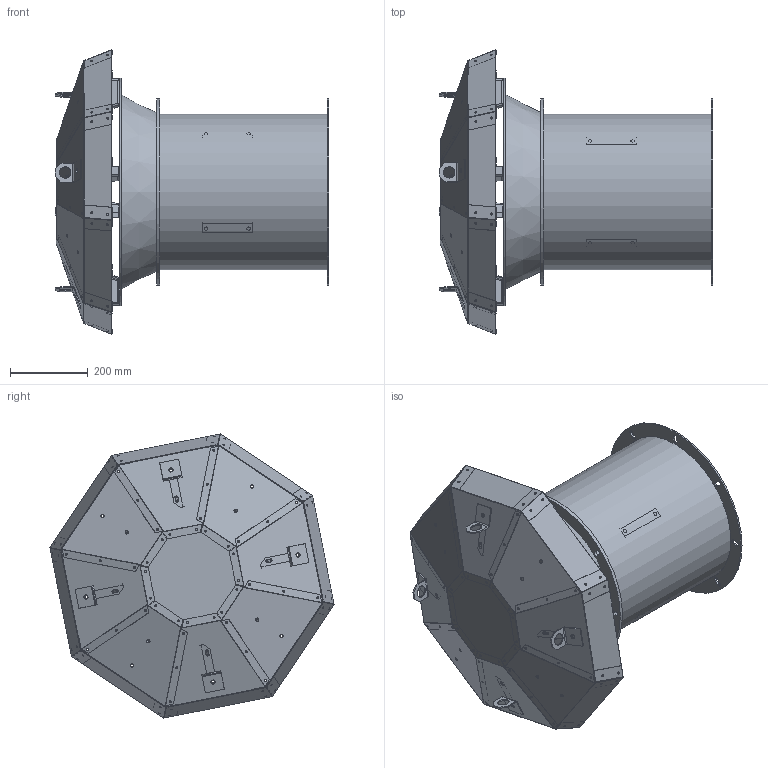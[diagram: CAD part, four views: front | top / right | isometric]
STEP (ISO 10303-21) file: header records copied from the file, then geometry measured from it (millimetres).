
FILE_DESCRIPTION(('STEP AP203'), '1');
FILE_NAME('薹恘 4', '', ('UNSPECIFIED'), ('UNSPECIFIED'), 'ASCON STEP Converter 1.3', 'ASCON Math Kernel', '');
FILE_SCHEMA(('CONFIG_CONTROL_DESIGN'));
Length unit declared in the file: millimetre
Bounding box: 706.26 x 733.64 x 733.64 mm (x, y, z)
Volume: 3479958.6 mm3; surface area: 3837556.3 mm2
Topology: 23 solids, 23 shells, 2042 faces, 5467 edges, 3382 vertices
Faces by surface type: plane 1070, cylinder 513, bspline 452, cone 7
Full cylindrical faces by diameter (mm): 5 x120, 8.5 x16, 9.3 x8, 11.3 x4, 30 x5, 38 x1, 48 x3, 60 x1, 406 x2, 480 x2, 508 x1, 590 x1
Entity records: 86880 total; most frequent: CARTESIAN_POINT 22562, ORIENTED_EDGE 10598, DIRECTION 8238, EDGE_CURVE 5299, VERTEX_POINT 3382, LINE 3274, VECTOR 3274, EDGE_LOOP 2677
